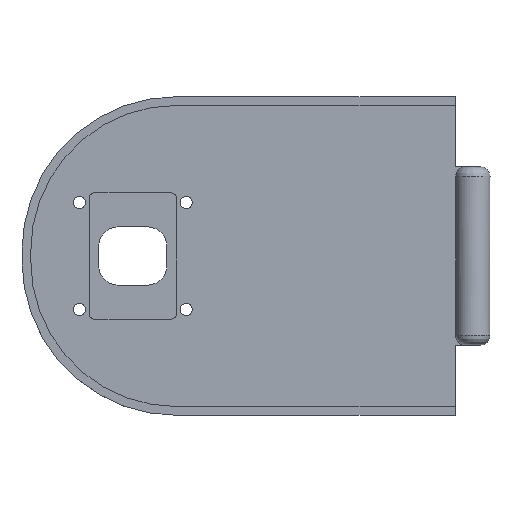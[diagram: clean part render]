
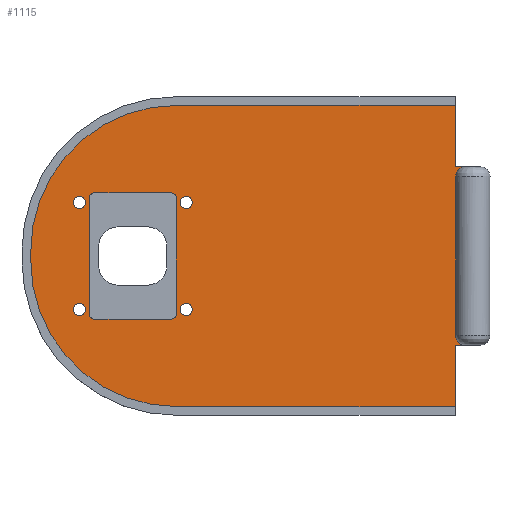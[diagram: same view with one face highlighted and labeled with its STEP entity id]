
A CAD part, top view. The second image highlights one B-rep face of the part: STEP entity #1115.
In plain terms, the highlighted planar face has unit normal (0, 0, 1).
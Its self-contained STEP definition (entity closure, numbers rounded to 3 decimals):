
#26=B_SPLINE_CURVE_WITH_KNOTS('',3,(#1801,#1802,#1803,#1804,#1805,#1806,
#1807,#1808,#1809,#1810),.UNSPECIFIED.,.F.,.F.,(4,2,2,2,4),(0.076,
0.111,0.148,0.186,0.223),
 .UNSPECIFIED.);
#30=B_SPLINE_CURVE_WITH_KNOTS('',3,(#1942,#1943,#1944,#1945,#1946,#1947,
#1948,#1949,#1950,#1951),.UNSPECIFIED.,.F.,.F.,(4,2,2,2,4),(0.668,
0.705,0.742,0.779,0.807),
 .UNSPECIFIED.);
#40=FACE_BOUND('',#169,.T.);
#41=FACE_BOUND('',#170,.T.);
#42=FACE_BOUND('',#171,.T.);
#43=FACE_BOUND('',#172,.T.);
#44=FACE_BOUND('',#173,.T.);
#54=PLANE('',#1235);
#100=FACE_OUTER_BOUND('',#168,.T.);
#168=EDGE_LOOP('',(#889,#890,#891,#892,#893,#894,#895,#896,#897,#898,#899,
#900,#901));
#169=EDGE_LOOP('',(#902));
#170=EDGE_LOOP('',(#903));
#171=EDGE_LOOP('',(#904));
#172=EDGE_LOOP('',(#905));
#173=EDGE_LOOP('',(#906,#907,#908,#909,#910,#911,#912,#913));
#212=LINE('',#1637,#308);
#222=LINE('',#1674,#318);
#225=LINE('',#1682,#321);
#245=LINE('',#1834,#341);
#247=LINE('',#1868,#343);
#252=LINE('',#1913,#348);
#254=LINE('',#1963,#350);
#255=LINE('',#1965,#351);
#256=LINE('',#1969,#352);
#257=LINE('',#1973,#353);
#258=LINE('',#1974,#354);
#259=LINE('',#1983,#355);
#308=VECTOR('',#1298,10.);
#318=VECTOR('',#1330,10.);
#321=VECTOR('',#1339,10.);
#341=VECTOR('',#1423,10.);
#343=VECTOR('',#1437,10.);
#348=VECTOR('',#1458,10.);
#350=VECTOR('',#1476,10.);
#351=VECTOR('',#1477,10.);
#352=VECTOR('',#1480,10.);
#353=VECTOR('',#1483,10.);
#354=VECTOR('',#1484,10.);
#355=VECTOR('',#1493,10.);
#401=CIRCLE('',#1166,0.6);
#403=CIRCLE('',#1170,0.6);
#410=CIRCLE('',#1180,0.6);
#411=CIRCLE('',#1183,0.6);
#432=CIRCLE('',#1209,1.);
#449=CIRCLE('',#1236,15.);
#450=CIRCLE('',#1237,15.);
#451=CIRCLE('',#1238,0.625);
#452=CIRCLE('',#1239,0.625);
#453=CIRCLE('',#1240,0.625);
#454=CIRCLE('',#1241,0.625);
#465=VERTEX_POINT('',#1627);
#466=VERTEX_POINT('',#1629);
#468=VERTEX_POINT('',#1635);
#471=VERTEX_POINT('',#1642);
#472=VERTEX_POINT('',#1644);
#484=VERTEX_POINT('',#1673);
#485=VERTEX_POINT('',#1677);
#486=VERTEX_POINT('',#1681);
#516=VERTEX_POINT('',#1799);
#517=VERTEX_POINT('',#1800);
#521=VERTEX_POINT('',#1819);
#522=VERTEX_POINT('',#1820);
#527=VERTEX_POINT('',#1832);
#534=VERTEX_POINT('',#1910);
#535=VERTEX_POINT('',#1912);
#538=VERTEX_POINT('',#1962);
#539=VERTEX_POINT('',#1964);
#540=VERTEX_POINT('',#1966);
#541=VERTEX_POINT('',#1968);
#542=VERTEX_POINT('',#1970);
#543=VERTEX_POINT('',#1972);
#544=VERTEX_POINT('',#1975);
#545=VERTEX_POINT('',#1977);
#546=VERTEX_POINT('',#1979);
#547=VERTEX_POINT('',#1981);
#570=EDGE_CURVE('',#465,#466,#401,.T.);
#574=EDGE_CURVE('',#465,#468,#212,.T.);
#577=EDGE_CURVE('',#471,#472,#403,.T.);
#592=EDGE_CURVE('',#484,#472,#222,.T.);
#594=EDGE_CURVE('',#484,#485,#410,.T.);
#596=EDGE_CURVE('',#486,#485,#225,.T.);
#598=EDGE_CURVE('',#486,#468,#411,.T.);
#632=EDGE_CURVE('',#516,#517,#26,.T.);
#637=EDGE_CURVE('',#521,#522,#432,.T.);
#644=EDGE_CURVE('',#527,#517,#245,.T.);
#652=EDGE_CURVE('',#522,#516,#247,.T.);
#662=EDGE_CURVE('',#534,#535,#252,.T.);
#664=EDGE_CURVE('',#535,#527,#30,.F.);
#670=EDGE_CURVE('',#538,#534,#254,.T.);
#671=EDGE_CURVE('',#538,#539,#255,.T.);
#672=EDGE_CURVE('',#540,#539,#449,.T.);
#673=EDGE_CURVE('',#540,#541,#256,.T.);
#674=EDGE_CURVE('',#542,#541,#450,.T.);
#675=EDGE_CURVE('',#542,#543,#257,.T.);
#676=EDGE_CURVE('',#521,#543,#258,.T.);
#677=EDGE_CURVE('',#544,#544,#451,.T.);
#678=EDGE_CURVE('',#545,#545,#452,.T.);
#679=EDGE_CURVE('',#546,#546,#453,.T.);
#680=EDGE_CURVE('',#547,#547,#454,.T.);
#681=EDGE_CURVE('',#471,#466,#259,.T.);
#889=ORIENTED_EDGE('',*,*,#637,.T.);
#890=ORIENTED_EDGE('',*,*,#652,.T.);
#891=ORIENTED_EDGE('',*,*,#632,.T.);
#892=ORIENTED_EDGE('',*,*,#644,.F.);
#893=ORIENTED_EDGE('',*,*,#664,.F.);
#894=ORIENTED_EDGE('',*,*,#662,.F.);
#895=ORIENTED_EDGE('',*,*,#670,.F.);
#896=ORIENTED_EDGE('',*,*,#671,.T.);
#897=ORIENTED_EDGE('',*,*,#672,.F.);
#898=ORIENTED_EDGE('',*,*,#673,.T.);
#899=ORIENTED_EDGE('',*,*,#674,.F.);
#900=ORIENTED_EDGE('',*,*,#675,.T.);
#901=ORIENTED_EDGE('',*,*,#676,.F.);
#902=ORIENTED_EDGE('',*,*,#677,.F.);
#903=ORIENTED_EDGE('',*,*,#678,.F.);
#904=ORIENTED_EDGE('',*,*,#679,.F.);
#905=ORIENTED_EDGE('',*,*,#680,.F.);
#906=ORIENTED_EDGE('',*,*,#592,.T.);
#907=ORIENTED_EDGE('',*,*,#577,.F.);
#908=ORIENTED_EDGE('',*,*,#681,.T.);
#909=ORIENTED_EDGE('',*,*,#570,.F.);
#910=ORIENTED_EDGE('',*,*,#574,.T.);
#911=ORIENTED_EDGE('',*,*,#598,.F.);
#912=ORIENTED_EDGE('',*,*,#596,.T.);
#913=ORIENTED_EDGE('',*,*,#594,.F.);
#1115=ADVANCED_FACE('',(#100,#40,#41,#42,#43,#44),#54,.F.);
#1166=AXIS2_PLACEMENT_3D('',#1630,#1291,#1292);
#1170=AXIS2_PLACEMENT_3D('',#1645,#1304,#1305);
#1180=AXIS2_PLACEMENT_3D('',#1678,#1334,#1335);
#1183=AXIS2_PLACEMENT_3D('',#1685,#1343,#1344);
#1209=AXIS2_PLACEMENT_3D('',#1821,#1410,#1411);
#1235=AXIS2_PLACEMENT_3D('',#1961,#1474,#1475);
#1236=AXIS2_PLACEMENT_3D('',#1967,#1478,#1479);
#1237=AXIS2_PLACEMENT_3D('',#1971,#1481,#1482);
#1238=AXIS2_PLACEMENT_3D('',#1976,#1485,#1486);
#1239=AXIS2_PLACEMENT_3D('',#1978,#1487,#1488);
#1240=AXIS2_PLACEMENT_3D('',#1980,#1489,#1490);
#1241=AXIS2_PLACEMENT_3D('',#1982,#1491,#1492);
#1291=DIRECTION('center_axis',(0.,0.,1.));
#1292=DIRECTION('ref_axis',(0.707,-0.707,0.));
#1298=DIRECTION('',(-1.,0.,0.));
#1304=DIRECTION('center_axis',(0.,0.,1.));
#1305=DIRECTION('ref_axis',(0.707,0.707,0.));
#1330=DIRECTION('',(1.,0.,0.));
#1334=DIRECTION('center_axis',(0.,0.,1.));
#1335=DIRECTION('ref_axis',(-0.707,0.707,0.));
#1339=DIRECTION('',(0.,1.,0.));
#1343=DIRECTION('center_axis',(0.,0.,1.));
#1344=DIRECTION('ref_axis',(-0.707,-0.707,0.));
#1410=DIRECTION('center_axis',(0.,0.,1.));
#1411=DIRECTION('ref_axis',(-0.1,-0.995,0.));
#1423=DIRECTION('',(0.,-1.,0.));
#1437=DIRECTION('',(1.,0.,0.));
#1458=DIRECTION('',(1.,0.,0.));
#1474=DIRECTION('center_axis',(0.,0.,-1.));
#1475=DIRECTION('ref_axis',(1.,0.,0.));
#1476=DIRECTION('',(0.,-1.,0.));
#1477=DIRECTION('',(-1.,0.,0.));
#1478=DIRECTION('center_axis',(0.,0.,-1.));
#1479=DIRECTION('ref_axis',(-1.,0.,0.));
#1480=DIRECTION('',(0.,-1.,0.));
#1481=DIRECTION('center_axis',(0.,0.,-1.));
#1482=DIRECTION('ref_axis',(0.,-1.,0.));
#1483=DIRECTION('',(1.,0.,0.));
#1484=DIRECTION('',(0.,-1.,0.));
#1485=DIRECTION('center_axis',(0.,0.,1.));
#1486=DIRECTION('ref_axis',(1.,0.,0.));
#1487=DIRECTION('center_axis',(0.,0.,1.));
#1488=DIRECTION('ref_axis',(1.,0.,0.));
#1489=DIRECTION('center_axis',(0.,0.,1.));
#1490=DIRECTION('ref_axis',(1.,0.,0.));
#1491=DIRECTION('center_axis',(0.,0.,1.));
#1492=DIRECTION('ref_axis',(1.,0.,0.));
#1493=DIRECTION('',(0.,-1.,0.));
#1627=CARTESIAN_POINT('',(16.4,11.,2.));
#1629=CARTESIAN_POINT('',(17.,11.6,2.));
#1630=CARTESIAN_POINT('Origin',(16.4,11.6,2.));
#1635=CARTESIAN_POINT('',(8.6,11.,2.));
#1637=CARTESIAN_POINT('',(21.3,11.,2.));
#1642=CARTESIAN_POINT('',(17.,23.4,2.));
#1644=CARTESIAN_POINT('',(16.4,24.,2.));
#1645=CARTESIAN_POINT('Origin',(16.4,23.4,2.));
#1673=CARTESIAN_POINT('',(8.6,24.,2.));
#1674=CARTESIAN_POINT('',(16.8,24.,2.));
#1677=CARTESIAN_POINT('',(8.,23.4,2.));
#1678=CARTESIAN_POINT('Origin',(8.6,23.4,2.));
#1681=CARTESIAN_POINT('',(8.,11.6,2.));
#1682=CARTESIAN_POINT('',(8.,14.25,2.));
#1685=CARTESIAN_POINT('Origin',(8.6,11.6,2.));
#1799=CARTESIAN_POINT('',(46.724,8.32,2.));
#1800=CARTESIAN_POINT('',(45.735,9.32,2.));
#1801=CARTESIAN_POINT('Ctrl Pts',(46.724,8.32,2.));
#1802=CARTESIAN_POINT('Ctrl Pts',(46.603,8.323,2.));
#1803=CARTESIAN_POINT('Ctrl Pts',(46.466,8.352,2.));
#1804=CARTESIAN_POINT('Ctrl Pts',(46.242,8.444,2.));
#1805=CARTESIAN_POINT('Ctrl Pts',(46.118,8.525,2.));
#1806=CARTESIAN_POINT('Ctrl Pts',(45.942,8.7,2.));
#1807=CARTESIAN_POINT('Ctrl Pts',(45.859,8.823,2.));
#1808=CARTESIAN_POINT('Ctrl Pts',(45.764,9.051,2.));
#1809=CARTESIAN_POINT('Ctrl Pts',(45.735,9.196,2.));
#1810=CARTESIAN_POINT('Ctrl Pts',(45.735,9.32,2.));
#1819=CARTESIAN_POINT('',(45.7,8.325,2.));
#1820=CARTESIAN_POINT('',(45.8,8.32,2.));
#1821=CARTESIAN_POINT('Origin',(45.8,9.32,2.));
#1832=CARTESIAN_POINT('',(45.735,25.68,2.));
#1834=CARTESIAN_POINT('',(45.735,26.68,2.));
#1868=CARTESIAN_POINT('',(36.549,8.32,2.));
#1910=CARTESIAN_POINT('',(45.7,26.675,2.));
#1912=CARTESIAN_POINT('',(46.646,26.675,2.));
#1913=CARTESIAN_POINT('',(45.7,26.675,2.));
#1942=CARTESIAN_POINT('Ctrl Pts',(45.735,25.68,2.));
#1943=CARTESIAN_POINT('Ctrl Pts',(45.735,25.804,2.));
#1944=CARTESIAN_POINT('Ctrl Pts',(45.764,25.949,2.));
#1945=CARTESIAN_POINT('Ctrl Pts',(45.859,26.177,2.));
#1946=CARTESIAN_POINT('Ctrl Pts',(45.942,26.3,2.));
#1947=CARTESIAN_POINT('Ctrl Pts',(46.118,26.475,2.));
#1948=CARTESIAN_POINT('Ctrl Pts',(46.242,26.556,2.));
#1949=CARTESIAN_POINT('Ctrl Pts',(46.443,26.639,2.));
#1950=CARTESIAN_POINT('Ctrl Pts',(46.547,26.665,2.));
#1951=CARTESIAN_POINT('Ctrl Pts',(46.646,26.675,2.));
#1961=CARTESIAN_POINT('Origin',(25.6,17.5,2.));
#1962=CARTESIAN_POINT('',(45.7,33.,2.));
#1963=CARTESIAN_POINT('',(45.7,34.,2.));
#1964=CARTESIAN_POINT('',(17.,33.,2.));
#1965=CARTESIAN_POINT('',(45.7,33.,2.));
#1966=CARTESIAN_POINT('',(2.,18.,2.));
#1967=CARTESIAN_POINT('Origin',(17.,18.,2.));
#1968=CARTESIAN_POINT('',(2.,17.,2.));
#1969=CARTESIAN_POINT('',(2.,18.,2.));
#1970=CARTESIAN_POINT('',(17.,2.,2.));
#1971=CARTESIAN_POINT('Origin',(17.,17.,2.));
#1972=CARTESIAN_POINT('',(45.7,2.,2.));
#1973=CARTESIAN_POINT('',(17.,2.,2.));
#1974=CARTESIAN_POINT('',(45.7,34.,2.));
#1975=CARTESIAN_POINT('',(6.375,12.,2.));
#1976=CARTESIAN_POINT('Origin',(7.,12.,2.));
#1977=CARTESIAN_POINT('',(6.375,23.,2.));
#1978=CARTESIAN_POINT('Origin',(7.,23.,2.));
#1979=CARTESIAN_POINT('',(17.375,12.,2.));
#1980=CARTESIAN_POINT('Origin',(18.,12.,2.));
#1981=CARTESIAN_POINT('',(17.375,23.,2.));
#1982=CARTESIAN_POINT('Origin',(18.,23.,2.));
#1983=CARTESIAN_POINT('',(17.,20.75,2.));
